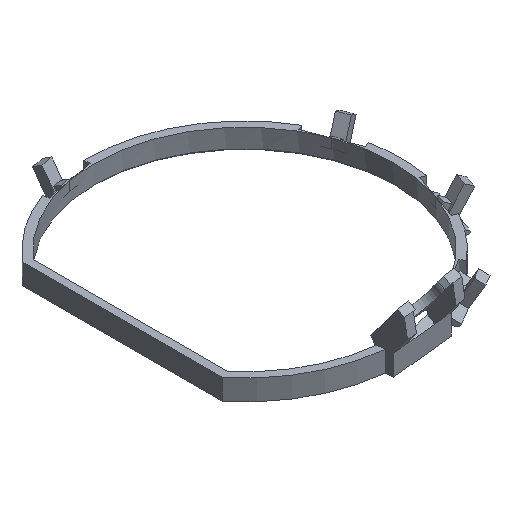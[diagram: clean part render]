
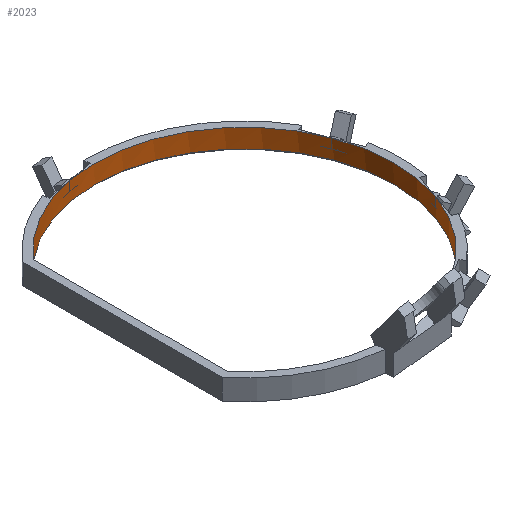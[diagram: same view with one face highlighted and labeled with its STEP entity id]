
A CAD part, isometric view. The second image highlights one B-rep face of the part: STEP entity #2023.
In plain terms, the highlighted cylindrical face has radius 29 mm (diameter 58 mm), a partial arc.
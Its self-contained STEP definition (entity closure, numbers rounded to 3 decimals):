
#16=ELLIPSE('',#2162,35.811,29.);
#30=CIRCLE('',#2126,29.);
#31=CIRCLE('',#2132,29.);
#32=CIRCLE('',#2138,29.);
#33=CIRCLE('',#2144,29.);
#36=CIRCLE('',#2157,29.);
#37=CIRCLE('',#2160,29.);
#38=CIRCLE('',#2161,29.);
#39=CIRCLE('',#2163,29.);
#40=CIRCLE('',#2164,29.);
#49=CYLINDRICAL_SURFACE('',#2159,29.);
#140=FACE_OUTER_BOUND('',#245,.T.);
#245=EDGE_LOOP('',(#1711,#1712,#1713,#1714,#1715,#1716,#1717,#1718,#1719,
#1720,#1721,#1722,#1723,#1724,#1725,#1726,#1727,#1728,#1729,#1730,#1731,
#1732));
#432=LINE('',#3070,#695);
#436=LINE('',#3077,#699);
#442=LINE('',#3090,#705);
#444=LINE('',#3094,#707);
#450=LINE('',#3107,#713);
#452=LINE('',#3111,#715);
#458=LINE('',#3124,#721);
#460=LINE('',#3128,#723);
#471=LINE('',#3154,#734);
#485=LINE('',#3183,#748);
#503=LINE('',#3233,#766);
#504=LINE('',#3241,#767);
#695=VECTOR('',#2493,10.);
#699=VECTOR('',#2501,10.);
#705=VECTOR('',#2515,10.);
#707=VECTOR('',#2521,10.);
#713=VECTOR('',#2535,10.);
#715=VECTOR('',#2541,10.);
#721=VECTOR('',#2555,10.);
#723=VECTOR('',#2561,10.);
#734=VECTOR('',#2582,10.);
#748=VECTOR('',#2602,10.);
#766=VECTOR('',#2638,10.);
#767=VECTOR('',#2649,10.);
#805=VERTEX_POINT('',#2749);
#837=VERTEX_POINT('',#2843);
#866=VERTEX_POINT('',#2929);
#895=VERTEX_POINT('',#3015);
#910=VERTEX_POINT('',#3068);
#912=VERTEX_POINT('',#3079);
#915=VERTEX_POINT('',#3096);
#918=VERTEX_POINT('',#3113);
#921=VERTEX_POINT('',#3130);
#929=VERTEX_POINT('',#3151);
#930=VERTEX_POINT('',#3153);
#941=VERTEX_POINT('',#3180);
#942=VERTEX_POINT('',#3182);
#955=VERTEX_POINT('',#3217);
#956=VERTEX_POINT('',#3222);
#957=VERTEX_POINT('',#3232);
#958=VERTEX_POINT('',#3234);
#959=VERTEX_POINT('',#3239);
#1148=EDGE_CURVE('',#910,#895,#432,.T.);
#1152=EDGE_CURVE('',#910,#895,#436,.T.);
#1153=EDGE_CURVE('',#910,#912,#30,.T.);
#1159=EDGE_CURVE('',#912,#866,#442,.T.);
#1161=EDGE_CURVE('',#912,#866,#444,.T.);
#1162=EDGE_CURVE('',#912,#915,#31,.T.);
#1168=EDGE_CURVE('',#915,#837,#450,.T.);
#1170=EDGE_CURVE('',#915,#837,#452,.T.);
#1171=EDGE_CURVE('',#915,#918,#32,.T.);
#1177=EDGE_CURVE('',#918,#805,#458,.T.);
#1179=EDGE_CURVE('',#918,#805,#460,.T.);
#1180=EDGE_CURVE('',#918,#921,#33,.T.);
#1191=EDGE_CURVE('',#930,#929,#471,.T.);
#1205=EDGE_CURVE('',#942,#941,#485,.T.);
#1224=EDGE_CURVE('',#955,#956,#36,.T.);
#1228=EDGE_CURVE('',#955,#957,#503,.T.);
#1229=EDGE_CURVE('',#958,#957,#37,.T.);
#1230=EDGE_CURVE('',#942,#958,#38,.T.);
#1231=EDGE_CURVE('',#941,#930,#16,.T.);
#1232=EDGE_CURVE('',#921,#929,#39,.T.);
#1233=EDGE_CURVE('',#959,#910,#40,.T.);
#1234=EDGE_CURVE('',#956,#959,#504,.T.);
#1711=ORIENTED_EDGE('',*,*,#1224,.F.);
#1712=ORIENTED_EDGE('',*,*,#1228,.T.);
#1713=ORIENTED_EDGE('',*,*,#1229,.F.);
#1714=ORIENTED_EDGE('',*,*,#1230,.F.);
#1715=ORIENTED_EDGE('',*,*,#1205,.T.);
#1716=ORIENTED_EDGE('',*,*,#1231,.T.);
#1717=ORIENTED_EDGE('',*,*,#1191,.T.);
#1718=ORIENTED_EDGE('',*,*,#1232,.F.);
#1719=ORIENTED_EDGE('',*,*,#1180,.F.);
#1720=ORIENTED_EDGE('',*,*,#1177,.T.);
#1721=ORIENTED_EDGE('',*,*,#1179,.F.);
#1722=ORIENTED_EDGE('',*,*,#1171,.F.);
#1723=ORIENTED_EDGE('',*,*,#1168,.T.);
#1724=ORIENTED_EDGE('',*,*,#1170,.F.);
#1725=ORIENTED_EDGE('',*,*,#1162,.F.);
#1726=ORIENTED_EDGE('',*,*,#1159,.T.);
#1727=ORIENTED_EDGE('',*,*,#1161,.F.);
#1728=ORIENTED_EDGE('',*,*,#1153,.F.);
#1729=ORIENTED_EDGE('',*,*,#1148,.T.);
#1730=ORIENTED_EDGE('',*,*,#1152,.F.);
#1731=ORIENTED_EDGE('',*,*,#1233,.F.);
#1732=ORIENTED_EDGE('',*,*,#1234,.F.);
#2023=ADVANCED_FACE('',(#140),#49,.F.);
#2126=AXIS2_PLACEMENT_3D('',#3080,#2504,#2505);
#2132=AXIS2_PLACEMENT_3D('',#3097,#2524,#2525);
#2138=AXIS2_PLACEMENT_3D('',#3114,#2544,#2545);
#2144=AXIS2_PLACEMENT_3D('',#3131,#2564,#2565);
#2157=AXIS2_PLACEMENT_3D('',#3223,#2630,#2631);
#2159=AXIS2_PLACEMENT_3D('',#3231,#2636,#2637);
#2160=AXIS2_PLACEMENT_3D('',#3235,#2639,#2640);
#2161=AXIS2_PLACEMENT_3D('',#3236,#2641,#2642);
#2162=AXIS2_PLACEMENT_3D('',#3237,#2643,#2644);
#2163=AXIS2_PLACEMENT_3D('',#3238,#2645,#2646);
#2164=AXIS2_PLACEMENT_3D('',#3240,#2647,#2648);
#2493=DIRECTION('',(0.,0.,-1.));
#2501=DIRECTION('',(0.,0.,-1.));
#2504=DIRECTION('center_axis',(0.,0.,-1.));
#2505=DIRECTION('ref_axis',(-0.763,-0.647,0.));
#2515=DIRECTION('',(0.,0.,-1.));
#2521=DIRECTION('',(0.,0.,-1.));
#2524=DIRECTION('center_axis',(0.,0.,-1.));
#2525=DIRECTION('ref_axis',(-0.763,-0.647,0.));
#2535=DIRECTION('',(0.,0.,-1.));
#2541=DIRECTION('',(0.,0.,-1.));
#2544=DIRECTION('center_axis',(0.,0.,-1.));
#2545=DIRECTION('ref_axis',(-0.763,-0.647,0.));
#2555=DIRECTION('',(0.,0.,-1.));
#2561=DIRECTION('',(0.,0.,-1.));
#2564=DIRECTION('center_axis',(0.,0.,-1.));
#2565=DIRECTION('ref_axis',(-0.763,-0.647,0.));
#2582=DIRECTION('',(0.,0.,1.));
#2602=DIRECTION('',(0.,0.,-1.));
#2630=DIRECTION('center_axis',(0.,0.,1.));
#2631=DIRECTION('ref_axis',(0.763,0.647,0.));
#2636=DIRECTION('center_axis',(0.,0.,1.));
#2637=DIRECTION('ref_axis',(1.,0.,0.));
#2638=DIRECTION('',(0.,0.,1.));
#2639=DIRECTION('center_axis',(0.,0.,-1.));
#2640=DIRECTION('ref_axis',(-0.763,-0.647,0.));
#2641=DIRECTION('center_axis',(0.,0.,-1.));
#2642=DIRECTION('ref_axis',(-0.763,-0.647,0.));
#2643=DIRECTION('center_axis',(0.061,-0.583,0.81));
#2644=DIRECTION('ref_axis',(0.085,-0.805,-0.587));
#2645=DIRECTION('center_axis',(0.,0.,-1.));
#2646=DIRECTION('ref_axis',(-0.763,-0.647,0.));
#2647=DIRECTION('center_axis',(0.,0.,-1.));
#2648=DIRECTION('ref_axis',(-0.763,-0.647,0.));
#2649=DIRECTION('',(0.,0.,1.));
#2749=CARTESIAN_POINT('',(14.79,-24.945,2.137));
#2843=CARTESIAN_POINT('',(27.364,-9.602,2.137));
#2929=CARTESIAN_POINT('',(27.134,10.234,2.137));
#3015=CARTESIAN_POINT('',(-5.367,28.499,2.137));
#3068=CARTESIAN_POINT('',(-5.367,28.499,4.));
#3070=CARTESIAN_POINT('',(-5.367,28.499,0.));
#3077=CARTESIAN_POINT('',(-5.367,28.499,0.));
#3079=CARTESIAN_POINT('',(27.134,10.234,4.));
#3080=CARTESIAN_POINT('Origin',(0.,0.,4.));
#3090=CARTESIAN_POINT('',(27.134,10.234,0.));
#3094=CARTESIAN_POINT('',(27.134,10.234,0.));
#3096=CARTESIAN_POINT('',(27.364,-9.602,4.));
#3097=CARTESIAN_POINT('Origin',(0.,0.,4.));
#3107=CARTESIAN_POINT('',(27.364,-9.602,0.));
#3111=CARTESIAN_POINT('',(27.364,-9.602,0.));
#3113=CARTESIAN_POINT('',(14.79,-24.945,4.));
#3114=CARTESIAN_POINT('Origin',(0.,0.,4.));
#3124=CARTESIAN_POINT('',(14.79,-24.945,0.));
#3128=CARTESIAN_POINT('',(14.79,-24.945,0.));
#3130=CARTESIAN_POINT('',(9.176,-27.51,4.));
#3131=CARTESIAN_POINT('Origin',(0.,0.,4.));
#3151=CARTESIAN_POINT('',(7.274,-28.073,4.));
#3153=CARTESIAN_POINT('',(7.274,-28.073,3.467));
#3154=CARTESIAN_POINT('',(7.274,-28.073,0.));
#3180=CARTESIAN_POINT('',(-1.279,-28.972,3.467));
#3182=CARTESIAN_POINT('',(-1.279,-28.972,4.));
#3183=CARTESIAN_POINT('',(-1.279,-28.972,0.));
#3217=CARTESIAN_POINT('',(-22.123,-18.75,0.4));
#3222=CARTESIAN_POINT('',(-22.123,18.75,0.4));
#3223=CARTESIAN_POINT('Origin',(0.,0.,0.4));
#3231=CARTESIAN_POINT('Origin',(0.,0.,0.));
#3232=CARTESIAN_POINT('',(-22.123,-18.75,4.));
#3233=CARTESIAN_POINT('',(-22.123,-18.75,0.));
#3234=CARTESIAN_POINT('',(-3.256,-28.817,4.));
#3235=CARTESIAN_POINT('Origin',(0.,0.,4.));
#3236=CARTESIAN_POINT('Origin',(0.,0.,4.));
#3237=CARTESIAN_POINT('Origin',(0.,0.,24.245));
#3238=CARTESIAN_POINT('Origin',(0.,0.,4.));
#3239=CARTESIAN_POINT('',(-22.123,18.75,4.));
#3240=CARTESIAN_POINT('Origin',(0.,0.,4.));
#3241=CARTESIAN_POINT('',(-22.123,18.75,0.));
